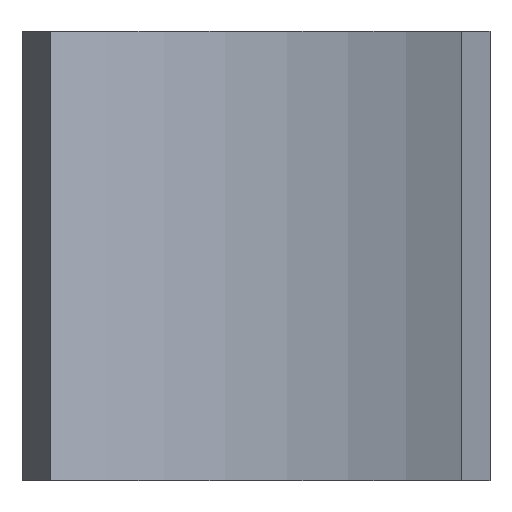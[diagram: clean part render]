
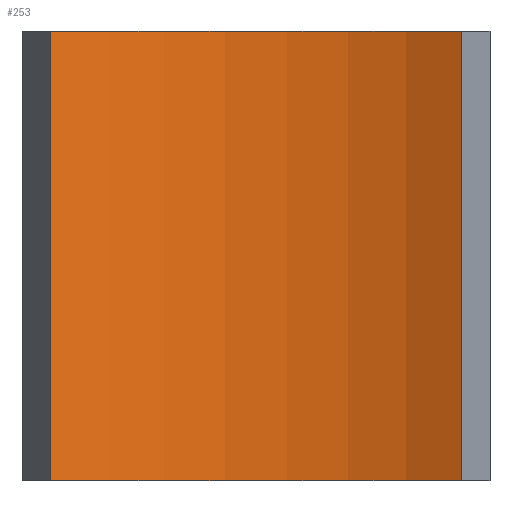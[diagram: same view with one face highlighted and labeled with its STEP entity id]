
A CAD part, top view. The second image highlights one B-rep face of the part: STEP entity #253.
In plain terms, the highlighted cylindrical face has radius 11 mm (diameter 22 mm), a partial arc.
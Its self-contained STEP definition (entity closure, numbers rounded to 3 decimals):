
#27=FACE_OUTER_BOUND('',#41,.T.);
#41=EDGE_LOOP('',(#187,#188,#189,#190));
#59=LINE('',#408,#83);
#60=LINE('',#414,#84);
#83=VECTOR('',#329,10.);
#84=VECTOR('',#336,10.);
#103=CIRCLE('',#286,11.);
#104=CIRCLE('',#287,11.);
#119=VERTEX_POINT('',#404);
#120=VERTEX_POINT('',#406);
#121=VERTEX_POINT('',#410);
#122=VERTEX_POINT('',#412);
#147=EDGE_CURVE('',#119,#120,#59,.T.);
#148=EDGE_CURVE('',#119,#121,#103,.T.);
#149=EDGE_CURVE('',#122,#120,#104,.T.);
#150=EDGE_CURVE('',#121,#122,#60,.T.);
#187=ORIENTED_EDGE('',*,*,#148,.F.);
#188=ORIENTED_EDGE('',*,*,#147,.T.);
#189=ORIENTED_EDGE('',*,*,#149,.F.);
#190=ORIENTED_EDGE('',*,*,#150,.F.);
#245=CYLINDRICAL_SURFACE('',#285,11.);
#253=ADVANCED_FACE('',(#27),#245,.F.);
#285=AXIS2_PLACEMENT_3D('',#409,#330,#331);
#286=AXIS2_PLACEMENT_3D('',#411,#332,#333);
#287=AXIS2_PLACEMENT_3D('',#413,#334,#335);
#329=DIRECTION('',(0.,1.,0.));
#330=DIRECTION('center_axis',(0.,1.,0.));
#331=DIRECTION('ref_axis',(1.,0.,0.));
#332=DIRECTION('center_axis',(0.,1.,0.));
#333=DIRECTION('ref_axis',(1.,0.,0.));
#334=DIRECTION('center_axis',(0.,-1.,0.));
#335=DIRECTION('ref_axis',(1.,0.,0.));
#336=DIRECTION('',(0.,1.,0.));
#404=CARTESIAN_POINT('',(5.5,0.,-9.526));
#406=CARTESIAN_POINT('',(5.5,12.,-9.526));
#408=CARTESIAN_POINT('',(5.5,0.,-9.526));
#409=CARTESIAN_POINT('Origin',(0.,0.,0.));
#410=CARTESIAN_POINT('',(-5.5,0.,-9.526));
#411=CARTESIAN_POINT('Origin',(0.,0.,0.));
#412=CARTESIAN_POINT('',(-5.5,12.,-9.526));
#413=CARTESIAN_POINT('Origin',(0.,12.,0.));
#414=CARTESIAN_POINT('',(-5.5,0.,-9.526));
